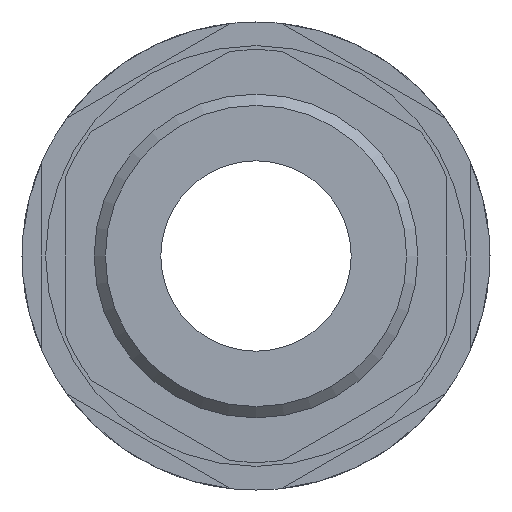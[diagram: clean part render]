
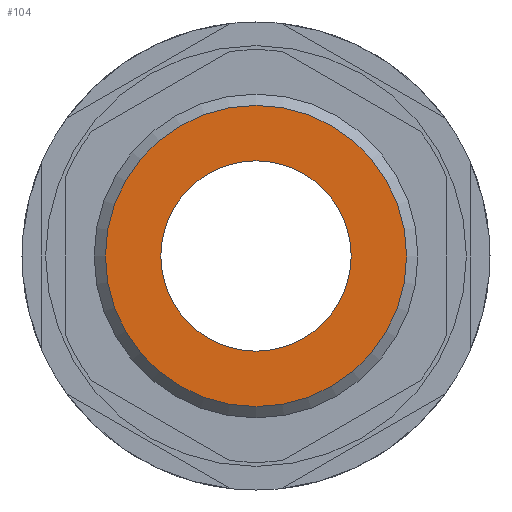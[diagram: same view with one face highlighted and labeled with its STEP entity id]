
A CAD part, left-side view. The second image highlights one B-rep face of the part: STEP entity #104.
In plain terms, the highlighted planar face has unit normal (-1, 0, 0).
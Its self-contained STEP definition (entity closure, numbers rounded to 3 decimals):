
#104 = ADVANCED_FACE( '', ( #205, #206 ), #207, .F. );
#205 = FACE_OUTER_BOUND( '', #354, .T. );
#206 = FACE_BOUND( '', #355, .T. );
#207 = PLANE( '', #356 );
#354 = EDGE_LOOP( '', ( #665 ) );
#355 = EDGE_LOOP( '', ( #666 ) );
#356 = AXIS2_PLACEMENT_3D( '', #667, #668, #669 );
#665 = ORIENTED_EDGE( '', *, *, #985, .F. );
#666 = ORIENTED_EDGE( '', *, *, #913, .T. );
#667 = CARTESIAN_POINT( '', ( -35., 0., 0. ) );
#668 = DIRECTION( '', ( 1., 0., 0. ) );
#669 = DIRECTION( '', ( 0., 0., -1. ) );
#913 = EDGE_CURVE( '', #1062, #1062, #1063, .T. );
#985 = EDGE_CURVE( '', #1187, #1187, #1188, .T. );
#1062 = VERTEX_POINT( '', #1306 );
#1063 = CIRCLE( '', #1307, 6. );
#1187 = VERTEX_POINT( '', #1473 );
#1188 = CIRCLE( '', #1474, 9.493 );
#1306 = CARTESIAN_POINT( '', ( -35., 6., 0. ) );
#1307 = AXIS2_PLACEMENT_3D( '', #1604, #1605, #1606 );
#1473 = CARTESIAN_POINT( '', ( -35., 0., -9.493 ) );
#1474 = AXIS2_PLACEMENT_3D( '', #1736, #1737, #1738 );
#1604 = CARTESIAN_POINT( '', ( -35., 0., 0. ) );
#1605 = DIRECTION( '', ( 1., 0., 0. ) );
#1606 = DIRECTION( '', ( 0., 1., 0. ) );
#1736 = CARTESIAN_POINT( '', ( -35., 0., 0. ) );
#1737 = DIRECTION( '', ( 1., 0., 0. ) );
#1738 = DIRECTION( '', ( 0., 0., -1. ) );
